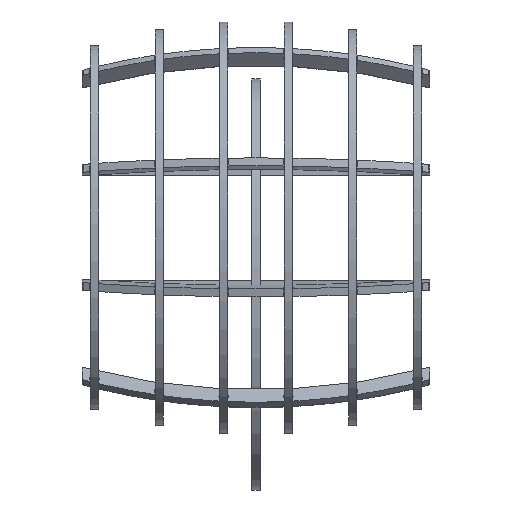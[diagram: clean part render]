
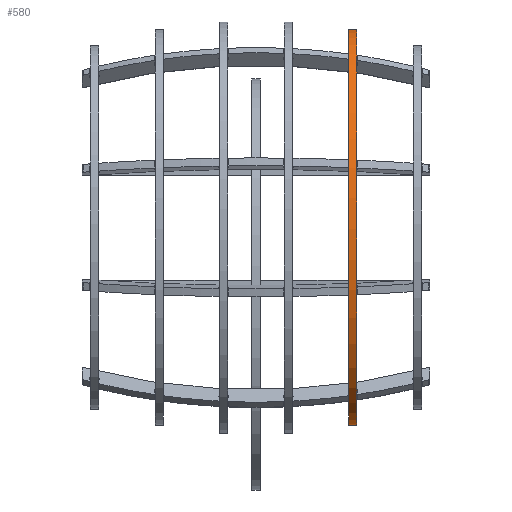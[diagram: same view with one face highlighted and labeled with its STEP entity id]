
A CAD part, top view. The second image highlights one B-rep face of the part: STEP entity #580.
In plain terms, the highlighted face is a extrusion surface.
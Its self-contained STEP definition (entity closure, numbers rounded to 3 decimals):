
#580 = ADVANCED_FACE( '', ( #1281 ), #1282, .F. );
#1281 = FACE_OUTER_BOUND( '', #2285, .T. );
#1282 = SURFACE_OF_LINEAR_EXTRUSION( '', #2286, #2287 );
#2285 = EDGE_LOOP( '', ( #4680, #4681, #4682, #4683 ) );
#2286 = ELLIPSE( '', #4684, 245., 164. );
#2287 = VECTOR( '', #4685, 1000. );
#4680 = ORIENTED_EDGE( '', *, *, #7882, .T. );
#4681 = ORIENTED_EDGE( '', *, *, #7883, .T. );
#4682 = ORIENTED_EDGE( '', *, *, #7884, .F. );
#4683 = ORIENTED_EDGE( '', *, *, #7885, .T. );
#4684 = AXIS2_PLACEMENT_3D( '', #7886, #7887, #7888 );
#4685 = DIRECTION( '', ( -1., 0., 0. ) );
#7882 = EDGE_CURVE( '', #9779, #9780, #9781, .T. );
#7883 = EDGE_CURVE( '', #9780, #9782, #9783, .F. );
#7884 = EDGE_CURVE( '', #9784, #9782, #9785, .T. );
#7885 = EDGE_CURVE( '', #9784, #9779, #9786, .T. );
#7886 = CARTESIAN_POINT( '', ( 5., 0., 0. ) );
#7887 = DIRECTION( '', ( 1., 0., 0. ) );
#7888 = DIRECTION( '', ( 0., 1., 0. ) );
#9779 = VERTEX_POINT( '', #12530 );
#9780 = VERTEX_POINT( '', #12531 );
#9781 = ELLIPSE( '', #12532, 245., 164. );
#9782 = VERTEX_POINT( '', #12533 );
#9783 = LINE( '', #12534, #12535 );
#9784 = VERTEX_POINT( '', #12536 );
#9785 = ELLIPSE( '', #12537, 245., 164. );
#9786 = LINE( '', #12538, #12539 );
#12530 = CARTESIAN_POINT( '', ( -5., 201.77, -93.028 ) );
#12531 = CARTESIAN_POINT( '', ( -5., -201.77, -93.028 ) );
#12532 = AXIS2_PLACEMENT_3D( '', #15536, #15537, #15538 );
#12533 = CARTESIAN_POINT( '', ( 5., -201.77, -93.028 ) );
#12534 = CARTESIAN_POINT( '', ( -5., -201.77, -93.028 ) );
#12535 = VECTOR( '', #15539, 1000. );
#12536 = CARTESIAN_POINT( '', ( 5., 201.77, -93.028 ) );
#12537 = AXIS2_PLACEMENT_3D( '', #15540, #15541, #15542 );
#12538 = CARTESIAN_POINT( '', ( 5., 201.77, -93.028 ) );
#12539 = VECTOR( '', #15543, 1000. );
#15536 = CARTESIAN_POINT( '', ( -5., 0., 0. ) );
#15537 = DIRECTION( '', ( 1., 0., 0. ) );
#15538 = DIRECTION( '', ( 0., 1., 0. ) );
#15539 = DIRECTION( '', ( -1., 0., 0. ) );
#15540 = CARTESIAN_POINT( '', ( 5., 0., 0. ) );
#15541 = DIRECTION( '', ( 1., 0., 0. ) );
#15542 = DIRECTION( '', ( 0., 1., 0. ) );
#15543 = DIRECTION( '', ( -1., 0., 0. ) );
